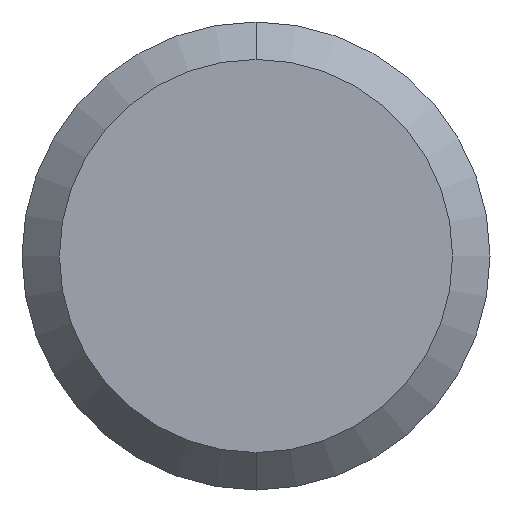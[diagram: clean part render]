
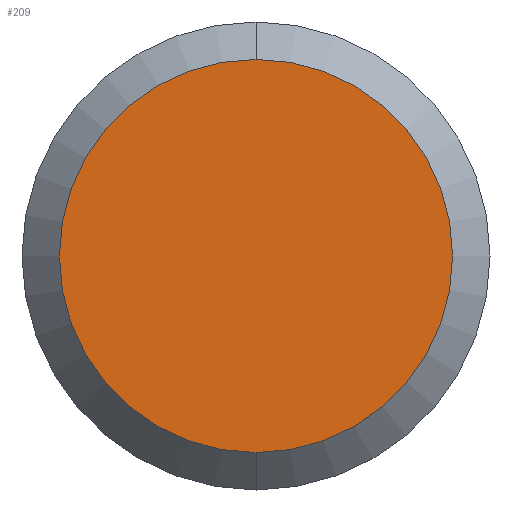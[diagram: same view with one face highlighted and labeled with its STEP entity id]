
A CAD part, front view. The second image highlights one B-rep face of the part: STEP entity #209.
In plain terms, the highlighted planar face has unit normal (0, -1, 0).
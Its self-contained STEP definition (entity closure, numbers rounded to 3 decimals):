
#12 = CIRCLE ( 'NONE', #370, 5.25 ) ;
#17 = DIRECTION ( 'NONE',  ( 0., 0., -1. ) ) ;
#19 = CARTESIAN_POINT ( 'NONE',  ( 0., 0., 5.25 ) ) ;
#33 = DIRECTION ( 'NONE',  ( 0., -1., 0. ) ) ;
#34 = EDGE_CURVE ( 'NONE', #521, #295, #300, .T. ) ;
#66 = CARTESIAN_POINT ( 'NONE',  ( 0., 0., 0. ) ) ;
#68 = DIRECTION ( 'NONE',  ( 0., -1., 0. ) ) ;
#79 = ORIENTED_EDGE ( 'NONE', *, *, #176, .T. ) ;
#157 = CARTESIAN_POINT ( 'NONE',  ( 0., 0., 0. ) ) ;
#176 = EDGE_CURVE ( 'NONE', #295, #521, #12, .T. ) ;
#200 = DIRECTION ( 'NONE',  ( 0., 0., -1. ) ) ;
#202 = DIRECTION ( 'NONE',  ( 0., -1., 0. ) ) ;
#204 = CARTESIAN_POINT ( 'NONE',  ( 0., 0., 0. ) ) ;
#209 = ADVANCED_FACE ( 'NONE', ( #490 ), #246, .T. ) ;
#217 = AXIS2_PLACEMENT_3D ( 'NONE', #157, #33, #357 ) ;
#246 = PLANE ( 'NONE',  #217 ) ;
#278 = AXIS2_PLACEMENT_3D ( 'NONE', #66, #68, #17 ) ;
#295 = VERTEX_POINT ( 'NONE', #412 ) ;
#300 = CIRCLE ( 'NONE', #278, 5.25 ) ;
#357 = DIRECTION ( 'NONE',  ( 0., 0., -1. ) ) ;
#370 = AXIS2_PLACEMENT_3D ( 'NONE', #204, #202, #200 ) ;
#412 = CARTESIAN_POINT ( 'NONE',  ( 0., 0., -5.25 ) ) ;
#413 = EDGE_LOOP ( 'NONE', ( #445, #79 ) ) ;
#445 = ORIENTED_EDGE ( 'NONE', *, *, #34, .T. ) ;
#490 = FACE_OUTER_BOUND ( 'NONE', #413, .T. ) ;
#521 = VERTEX_POINT ( 'NONE', #19 ) ;
